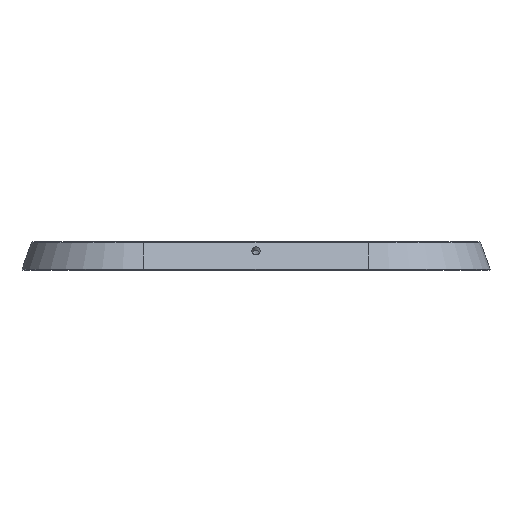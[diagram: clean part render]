
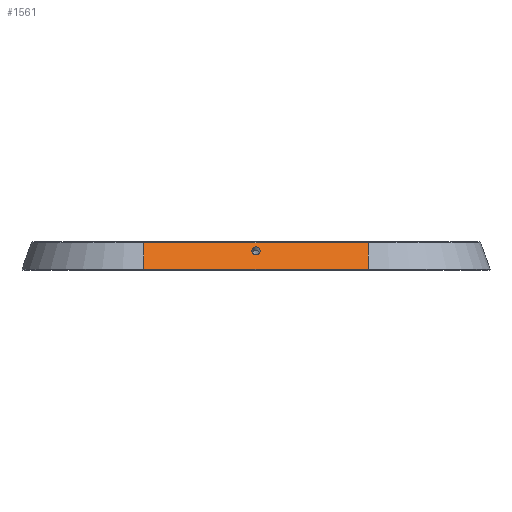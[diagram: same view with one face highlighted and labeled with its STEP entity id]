
A CAD part, front view. The second image highlights one B-rep face of the part: STEP entity #1561.
In plain terms, the highlighted planar face has unit normal (0, -0.94, 0.342).
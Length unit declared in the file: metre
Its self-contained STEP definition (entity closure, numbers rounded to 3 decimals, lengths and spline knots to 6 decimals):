
#125=LINE('',#2491,#245);
#126=LINE('',#2497,#246);
#127=LINE('',#2499,#247);
#128=LINE('',#2501,#248);
#245=VECTOR('',#1981,1.);
#246=VECTOR('',#1988,1.);
#247=VECTOR('',#1989,1.);
#248=VECTOR('',#1990,1.);
#409=ORIENTED_EDGE('',*,*,#824,.T.);
#410=ORIENTED_EDGE('',*,*,#822,.T.);
#411=ORIENTED_EDGE('',*,*,#825,.T.);
#412=ORIENTED_EDGE('',*,*,#826,.F.);
#413=ORIENTED_EDGE('',*,*,#827,.T.);
#822=EDGE_CURVE('',#1026,#1025,#125,.T.);
#824=EDGE_CURVE('',#1027,#1027,#1141,.T.);
#825=EDGE_CURVE('',#1025,#1028,#126,.T.);
#826=EDGE_CURVE('',#1029,#1028,#127,.T.);
#827=EDGE_CURVE('',#1029,#1026,#128,.T.);
#1025=VERTEX_POINT('',#2490);
#1026=VERTEX_POINT('',#2492);
#1027=VERTEX_POINT('',#2496);
#1028=VERTEX_POINT('',#2498);
#1029=VERTEX_POINT('',#2500);
#1141=CIRCLE('',#1709,0.00225);
#1220=EDGE_LOOP('',(#409));
#1221=EDGE_LOOP('',(#410,#411,#412,#413));
#1376=FACE_BOUND('',#1220,.T.);
#1377=FACE_BOUND('',#1221,.T.);
#1515=PLANE('',#1708);
#1561=ADVANCED_FACE('',(#1376,#1377),#1515,.T.);
#1708=AXIS2_PLACEMENT_3D('',#2494,#1984,#1985);
#1709=AXIS2_PLACEMENT_3D('',#2495,#1986,#1987);
#1981=DIRECTION('',(0.,-0.342,-0.94));
#1984=DIRECTION('',(0.,-0.94,0.342));
#1985=DIRECTION('',(0.,0.342,0.94));
#1986=DIRECTION('',(0.,0.94,-0.342));
#1987=DIRECTION('',(0.,0.342,0.94));
#1988=DIRECTION('',(1.,0.,0.));
#1989=DIRECTION('',(0.,-0.342,-0.94));
#1990=DIRECTION('',(-1.,0.,0.));
#2490=CARTESIAN_POINT('',(-0.055,-0.095289,0.00047));
#2491=CARTESIAN_POINT('',(-0.055,-0.09,0.015));
#2492=CARTESIAN_POINT('',(-0.055,-0.090171,0.01453));
#2494=CARTESIAN_POINT('',(0.0025,-0.09,0.015));
#2495=CARTESIAN_POINT('',(0.005,-0.09171,0.010302));
#2496=CARTESIAN_POINT('',(0.005,-0.090941,0.012416));
#2497=CARTESIAN_POINT('',(0.065,-0.095289,0.00047));
#2498=CARTESIAN_POINT('',(0.065,-0.095289,0.00047));
#2499=CARTESIAN_POINT('',(0.065,-0.09,0.015));
#2500=CARTESIAN_POINT('',(0.065,-0.090171,0.01453));
#2501=CARTESIAN_POINT('',(0.0025,-0.090171,0.01453));
